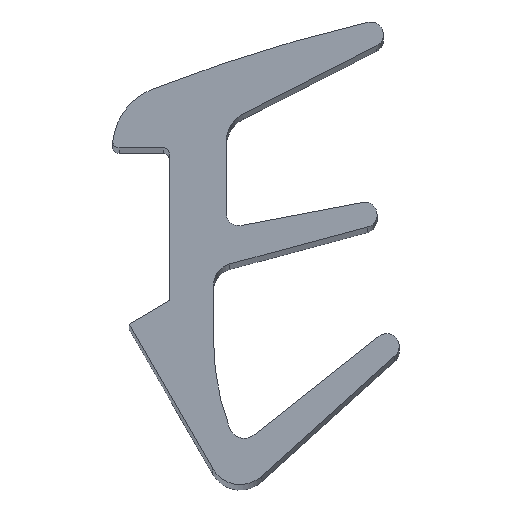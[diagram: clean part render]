
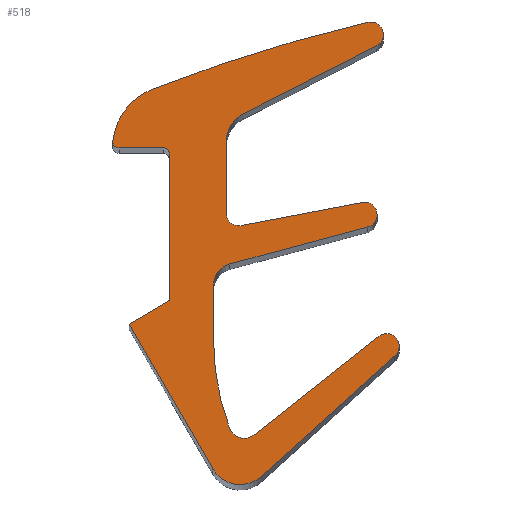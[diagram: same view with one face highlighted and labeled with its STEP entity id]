
A CAD part, top view. The second image highlights one B-rep face of the part: STEP entity #518.
In plain terms, the highlighted planar face has unit normal (0, 0, 1).
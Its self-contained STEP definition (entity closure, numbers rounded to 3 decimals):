
#26=PLANE('',#575);
#53=FACE_OUTER_BOUND('',#80,.T.);
#80=EDGE_LOOP('',(#429,#430,#431,#432,#433,#434,#435,#436,#437,#438,#439,
#440,#441,#442,#443,#444,#445,#446,#447,#448,#449,#450,#451,#452,#453));
#88=LINE('',#760,#135);
#91=LINE('',#766,#138);
#94=LINE('',#772,#141);
#98=LINE('',#784,#145);
#102=LINE('',#796,#149);
#107=LINE('',#814,#154);
#111=LINE('',#826,#158);
#115=LINE('',#838,#162);
#119=LINE('',#850,#166);
#123=LINE('',#862,#170);
#128=LINE('',#886,#175);
#135=VECTOR('',#599,4.647);
#138=VECTOR('',#604,1.48);
#141=VECTOR('',#609,5.31);
#145=VECTOR('',#621,5.707);
#149=VECTOR('',#633,5.052);
#154=VECTOR('',#652,1.724);
#158=VECTOR('',#664,4.539);
#162=VECTOR('',#676,3.92);
#166=VECTOR('',#688,2.268);
#170=VECTOR('',#700,4.754);
#175=VECTOR('',#731,1.4);
#176=CIRCLE('',#523,0.2);
#179=CIRCLE('',#527,0.2);
#181=CIRCLE('',#533,1.);
#183=CIRCLE('',#537,0.4);
#185=CIRCLE('',#541,0.5);
#187=CIRCLE('',#544,8.);
#189=CIRCLE('',#548,0.7);
#191=CIRCLE('',#552,0.4);
#193=CIRCLE('',#556,0.4);
#195=CIRCLE('',#560,1.);
#197=CIRCLE('',#564,0.4);
#199=CIRCLE('',#567,50.);
#201=CIRCLE('',#570,2.);
#202=CIRCLE('',#572,0.2);
#204=VERTEX_POINT('',#738);
#205=VERTEX_POINT('',#739);
#210=VERTEX_POINT('',#750);
#211=VERTEX_POINT('',#752);
#213=VERTEX_POINT('',#758);
#215=VERTEX_POINT('',#764);
#217=VERTEX_POINT('',#770);
#219=VERTEX_POINT('',#776);
#221=VERTEX_POINT('',#782);
#223=VERTEX_POINT('',#788);
#225=VERTEX_POINT('',#794);
#227=VERTEX_POINT('',#800);
#229=VERTEX_POINT('',#806);
#231=VERTEX_POINT('',#812);
#233=VERTEX_POINT('',#818);
#235=VERTEX_POINT('',#824);
#237=VERTEX_POINT('',#830);
#239=VERTEX_POINT('',#836);
#241=VERTEX_POINT('',#842);
#243=VERTEX_POINT('',#848);
#245=VERTEX_POINT('',#854);
#247=VERTEX_POINT('',#860);
#249=VERTEX_POINT('',#866);
#251=VERTEX_POINT('',#872);
#253=VERTEX_POINT('',#878);
#254=EDGE_CURVE('',#204,#205,#176,.T.);
#260=EDGE_CURVE('',#211,#210,#179,.T.);
#264=EDGE_CURVE('',#210,#213,#88,.T.);
#267=EDGE_CURVE('',#213,#215,#91,.T.);
#270=EDGE_CURVE('',#215,#217,#94,.T.);
#273=EDGE_CURVE('',#217,#219,#181,.T.);
#276=EDGE_CURVE('',#219,#221,#98,.T.);
#279=EDGE_CURVE('',#221,#223,#183,.T.);
#282=EDGE_CURVE('',#223,#225,#102,.T.);
#285=EDGE_CURVE('',#225,#227,#185,.T.);
#288=EDGE_CURVE('',#227,#229,#187,.T.);
#291=EDGE_CURVE('',#229,#231,#107,.T.);
#294=EDGE_CURVE('',#231,#233,#189,.T.);
#297=EDGE_CURVE('',#233,#235,#111,.T.);
#300=EDGE_CURVE('',#235,#237,#191,.T.);
#303=EDGE_CURVE('',#237,#239,#115,.T.);
#306=EDGE_CURVE('',#239,#241,#193,.T.);
#309=EDGE_CURVE('',#241,#243,#119,.T.);
#312=EDGE_CURVE('',#243,#245,#195,.T.);
#315=EDGE_CURVE('',#245,#247,#123,.T.);
#318=EDGE_CURVE('',#247,#249,#197,.T.);
#321=EDGE_CURVE('',#249,#251,#199,.T.);
#324=EDGE_CURVE('',#251,#253,#201,.T.);
#325=EDGE_CURVE('',#253,#204,#202,.T.);
#328=EDGE_CURVE('',#205,#211,#128,.T.);
#429=ORIENTED_EDGE('',*,*,#260,.T.);
#430=ORIENTED_EDGE('',*,*,#264,.T.);
#431=ORIENTED_EDGE('',*,*,#267,.T.);
#432=ORIENTED_EDGE('',*,*,#270,.T.);
#433=ORIENTED_EDGE('',*,*,#273,.T.);
#434=ORIENTED_EDGE('',*,*,#276,.T.);
#435=ORIENTED_EDGE('',*,*,#279,.T.);
#436=ORIENTED_EDGE('',*,*,#282,.T.);
#437=ORIENTED_EDGE('',*,*,#285,.T.);
#438=ORIENTED_EDGE('',*,*,#288,.T.);
#439=ORIENTED_EDGE('',*,*,#291,.T.);
#440=ORIENTED_EDGE('',*,*,#294,.T.);
#441=ORIENTED_EDGE('',*,*,#297,.T.);
#442=ORIENTED_EDGE('',*,*,#300,.T.);
#443=ORIENTED_EDGE('',*,*,#303,.T.);
#444=ORIENTED_EDGE('',*,*,#306,.T.);
#445=ORIENTED_EDGE('',*,*,#309,.T.);
#446=ORIENTED_EDGE('',*,*,#312,.T.);
#447=ORIENTED_EDGE('',*,*,#315,.T.);
#448=ORIENTED_EDGE('',*,*,#318,.T.);
#449=ORIENTED_EDGE('',*,*,#321,.T.);
#450=ORIENTED_EDGE('',*,*,#324,.T.);
#451=ORIENTED_EDGE('',*,*,#325,.T.);
#452=ORIENTED_EDGE('',*,*,#254,.T.);
#453=ORIENTED_EDGE('',*,*,#328,.T.);
#518=ADVANCED_FACE('',(#53),#26,.T.);
#523=AXIS2_PLACEMENT_3D('',#740,#581,#582);
#527=AXIS2_PLACEMENT_3D('',#753,#592,#593);
#533=AXIS2_PLACEMENT_3D('',#778,#615,#616);
#537=AXIS2_PLACEMENT_3D('',#790,#627,#628);
#541=AXIS2_PLACEMENT_3D('',#802,#639,#640);
#544=AXIS2_PLACEMENT_3D('',#808,#646,#647);
#548=AXIS2_PLACEMENT_3D('',#820,#658,#659);
#552=AXIS2_PLACEMENT_3D('',#832,#670,#671);
#556=AXIS2_PLACEMENT_3D('',#844,#682,#683);
#560=AXIS2_PLACEMENT_3D('',#856,#694,#695);
#564=AXIS2_PLACEMENT_3D('',#868,#706,#707);
#567=AXIS2_PLACEMENT_3D('',#874,#713,#714);
#570=AXIS2_PLACEMENT_3D('',#880,#720,#721);
#572=AXIS2_PLACEMENT_3D('',#882,#724,#725);
#575=AXIS2_PLACEMENT_3D('',#887,#732,#733);
#581=DIRECTION('center_axis',(0.,0.,1.));
#582=DIRECTION('ref_axis',(1.,0.,0.));
#592=DIRECTION('center_axis',(0.,0.,-1.));
#593=DIRECTION('ref_axis',(1.,0.,0.));
#599=DIRECTION('',(0.,-1.,0.));
#604=DIRECTION('',(-0.86,-0.51,0.));
#609=DIRECTION('',(0.5,-0.866,0.));
#615=DIRECTION('center_axis',(0.,0.,1.));
#616=DIRECTION('ref_axis',(1.,0.,0.));
#621=DIRECTION('',(0.742,0.67,0.));
#627=DIRECTION('center_axis',(0.,0.,1.));
#628=DIRECTION('ref_axis',(1.,0.,0.));
#633=DIRECTION('',(-0.785,-0.62,0.));
#639=DIRECTION('center_axis',(0.,0.,-1.));
#640=DIRECTION('ref_axis',(1.,0.,0.));
#646=DIRECTION('center_axis',(0.,0.,-1.));
#647=DIRECTION('ref_axis',(1.,0.,0.));
#652=DIRECTION('',(0.,1.,0.));
#658=DIRECTION('center_axis',(0.,0.,-1.));
#659=DIRECTION('ref_axis',(1.,0.,0.));
#664=DIRECTION('',(0.966,0.259,0.));
#670=DIRECTION('center_axis',(0.,0.,1.));
#671=DIRECTION('ref_axis',(1.,0.,0.));
#676=DIRECTION('',(-0.982,-0.187,0.));
#682=DIRECTION('center_axis',(0.,0.,-1.));
#683=DIRECTION('ref_axis',(1.,0.,0.));
#688=DIRECTION('',(0.,1.,0.));
#694=DIRECTION('center_axis',(0.,0.,-1.));
#695=DIRECTION('ref_axis',(1.,0.,0.));
#700=DIRECTION('',(0.891,0.454,0.));
#706=DIRECTION('center_axis',(0.,0.,1.));
#707=DIRECTION('ref_axis',(1.,0.,0.));
#713=DIRECTION('center_axis',(0.,0.,1.));
#714=DIRECTION('ref_axis',(1.,0.,0.));
#720=DIRECTION('center_axis',(0.,0.,1.));
#721=DIRECTION('ref_axis',(1.,0.,0.));
#724=DIRECTION('center_axis',(0.,0.,1.));
#725=DIRECTION('ref_axis',(1.,0.,0.));
#731=DIRECTION('',(1.,0.,0.));
#732=DIRECTION('center_axis',(0.,0.,1.));
#733=DIRECTION('ref_axis',(1.,0.,0.));
#738=CARTESIAN_POINT('',(-4.048,10.9,-400.));
#739=CARTESIAN_POINT('',(-3.848,10.7,-400.));
#740=CARTESIAN_POINT('Origin',(-3.848,10.9,-400.));
#750=CARTESIAN_POINT('',(-2.248,10.5,-400.));
#752=CARTESIAN_POINT('',(-2.448,10.7,-400.));
#753=CARTESIAN_POINT('Origin',(-2.448,10.5,-400.));
#758=CARTESIAN_POINT('',(-2.248,5.853,-400.));
#760=CARTESIAN_POINT('',(-2.248,5.853,-400.));
#764=CARTESIAN_POINT('',(-3.521,5.098,-400.));
#766=CARTESIAN_POINT('',(-3.521,5.098,-400.));
#770=CARTESIAN_POINT('',(-0.866,0.5,-400.));
#772=CARTESIAN_POINT('',(-0.866,0.5,-400.));
#776=CARTESIAN_POINT('',(0.67,0.258,-400.));
#778=CARTESIAN_POINT('Origin',(0.,1.,
-400.));
#782=CARTESIAN_POINT('',(4.905,4.084,-400.));
#784=CARTESIAN_POINT('',(4.905,4.084,-400.));
#788=CARTESIAN_POINT('',(4.407,4.71,-400.));
#790=CARTESIAN_POINT('Origin',(4.655,4.396,-400.));
#794=CARTESIAN_POINT('',(0.442,1.579,-400.));
#796=CARTESIAN_POINT('',(0.442,1.579,-400.));
#800=CARTESIAN_POINT('',(-0.336,1.795,-400.));
#802=CARTESIAN_POINT('Origin',(0.132,1.971,-400.));
#806=CARTESIAN_POINT('',(-0.848,4.61,-400.));
#808=CARTESIAN_POINT('Origin',(7.152,4.61,-400.));
#812=CARTESIAN_POINT('',(-0.848,6.335,-400.));
#814=CARTESIAN_POINT('',(-0.848,6.335,-400.));
#818=CARTESIAN_POINT('',(-0.329,7.011,-400.));
#820=CARTESIAN_POINT('Origin',(-0.148,6.335,-400.));
#824=CARTESIAN_POINT('',(4.056,8.186,-400.));
#826=CARTESIAN_POINT('',(4.056,8.186,-400.));
#830=CARTESIAN_POINT('',(3.878,8.965,-400.));
#832=CARTESIAN_POINT('Origin',(3.952,8.572,-400.));
#836=CARTESIAN_POINT('',(0.027,8.234,-400.));
#838=CARTESIAN_POINT('',(0.027,8.234,-400.));
#842=CARTESIAN_POINT('',(-0.448,8.627,-400.));
#844=CARTESIAN_POINT('Origin',(-0.048,8.627,-400.));
#848=CARTESIAN_POINT('',(-0.448,10.894,-400.));
#850=CARTESIAN_POINT('',(-0.448,10.894,-400.));
#854=CARTESIAN_POINT('',(0.098,11.785,-400.));
#856=CARTESIAN_POINT('Origin',(0.552,10.894,-400.));
#860=CARTESIAN_POINT('',(4.334,13.944,-400.));
#862=CARTESIAN_POINT('',(4.334,13.944,-400.));
#866=CARTESIAN_POINT('',(4.061,14.69,-400.));
#868=CARTESIAN_POINT('Origin',(4.152,14.3,-400.));
#872=CARTESIAN_POINT('',(-2.787,12.563,-400.));
#874=CARTESIAN_POINT('Origin',(15.428,-34.001,-400.));
#878=CARTESIAN_POINT('',(-4.046,10.922,-400.));
#880=CARTESIAN_POINT('Origin',(-2.059,10.7,-400.));
#882=CARTESIAN_POINT('Origin',(-3.848,10.9,-400.));
#886=CARTESIAN_POINT('',(-2.448,10.7,-400.));
#887=CARTESIAN_POINT('Origin',(-2.448,10.5,-400.));
